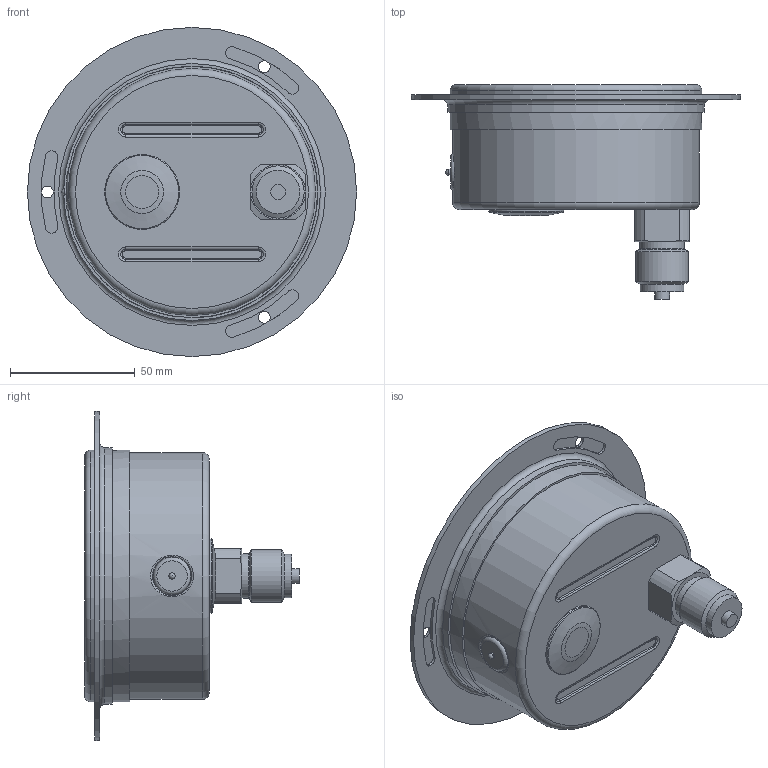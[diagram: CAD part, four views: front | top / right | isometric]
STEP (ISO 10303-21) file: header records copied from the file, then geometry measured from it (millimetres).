
FILE_DESCRIPTION(/* description */ (''),/* implementation_level */ '2;1');
FILE_NAME(/* name */ 'RF100Ch_D432_852XX432.stp',/* time_stamp */ '2018-01-30T09:47:11+01:00',/* author */ ('acgl'),/* organization */ (''),/* preprocessor_version */ 'ST-DEVELOPER v15.6',/* originating_system */ 'Autodesk Inventor 2015',/* authorisation */ '');
FILE_SCHEMA (('AUTOMOTIVE_DESIGN { 1 0 10303 214 3 1 1 }'));
Length unit declared in the file: centimetre
Products named in the file (1): RF100Ch_D432_852XX432
Bounding box: 132 x 85.99 x 132 mm (x, y, z)
Volume: 400458.1 mm3; surface area: 45377.4 mm2
Topology: 1 solids, 1 shells, 86 faces, 192 edges, 123 vertices
Faces by surface type: cylinder 39, plane 21, torus 15, cone 7, bspline 3, sphere 1
Full cylindrical faces by diameter (mm): 2.5 x1, 4.8 x3, 6 x1, 15 x1, 17.5 x1, 18 x1, 20.96 x1, 30 x1, 99 x1, 100.8 x2, 103 x1, 132 x1
Entity records: 2632 total; most frequent: CARTESIAN_POINT 654, DIRECTION 418, ORIENTED_EDGE 314, AXIS2_PLACEMENT_3D 191, EDGE_CURVE 157, EDGE_LOOP 133, VERTEX_POINT 114, CIRCLE 107
